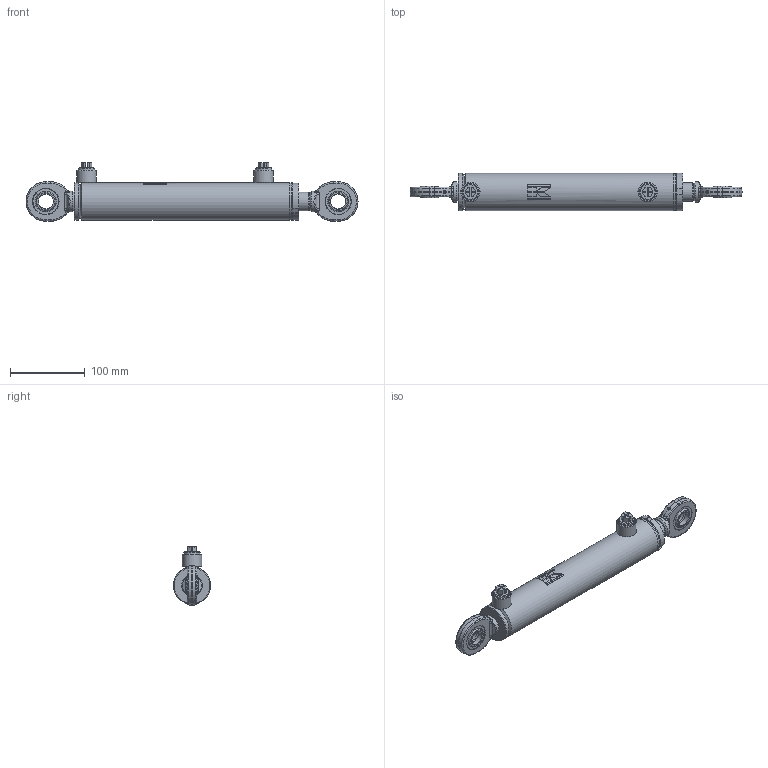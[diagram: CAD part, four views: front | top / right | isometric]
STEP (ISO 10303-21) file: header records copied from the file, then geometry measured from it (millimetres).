
FILE_DESCRIPTION (( 'STEP AP214' ), '1' );
FILE_NAME ('CFGCY0079619-Cylinder.step', '2026-03-10T07:56:50', ( 'Kramp IT' ), ( 'Kramp' ), 'SwSTEP 2.0', 'SolidWorks 2025', '' );
FILE_SCHEMA (( 'AUTOMOTIVE_DESIGN' ));
Length unit declared in the file: millimetre
Products named in the file (19): Tube_Simplified; DS2904013025VM_Simplified; SP06M; Rod_Simplified; DS2904004VM_Simplified; Tube-MA_Simplified; DS2904015; MATE-AID; CFGCY0079619-Cylinder; GK20DO-EC; Tube-WA_Simplified; DS2904013025_Simplified; LSN06E; GK20DO-RD; DC3904001; DS2904004_Simplified; GK20DO; Rod-WA_Simplified
Assembly tree (20 placements, depth 4):
  MATE-AID
  CFGCY0079619-Cylinder
    Tube-WA_Simplified
      Tube-MA_Simplified
        Tube_Simplified
        LSN06E
      LSN06E
      DC3904001
        DC3904001
      GK20DO-EC
        GK20DO
    Rod-WA_Simplified
      Rod_Simplified
      GK20DO-RD
        GK20DO
    DS2904013025VM_Simplified
      DS2904013025_Simplified
    DS2904004VM_Simplified
      DS2904004_Simplified
    DS2904015
    SP06M  x2
Bounding box: 444.99 x 50 x 78.49 mm (x, y, z)
Volume: 517138.1 mm3; surface area: 170206.9 mm2
Topology: 18 solids, 18 shells, 443 faces, 1025 edges, 649 vertices
Faces by surface type: plane 165, cylinder 119, bspline 84, cone 61, torus 14
Full cylindrical faces by diameter (mm): 2 x8, 2.5 x2, 3.5 x2, 4 x4, 7 x2, 11 x1, 14.95 x2, 16.66 x2, 18 x2, 19 x1, 20 x4, 22.2 x2, 24 x1, 25 x2, 26 x2, 27.5 x2, 34.51 x2, 35 x6, 35.4 x2, 38.5 x2, 40 x2, 44 x1, 49.5 x1, 50 x3
Entity records: 14136 total; most frequent: CARTESIAN_POINT 5914, DIRECTION 1156, ORIENTED_EDGE 998, EDGE_CURVE 499, AXIS2_PLACEMENT_3D 481, EDGE_LOOP 422, VERTEX_POINT 361, FACE_OUTER_BOUND 338
